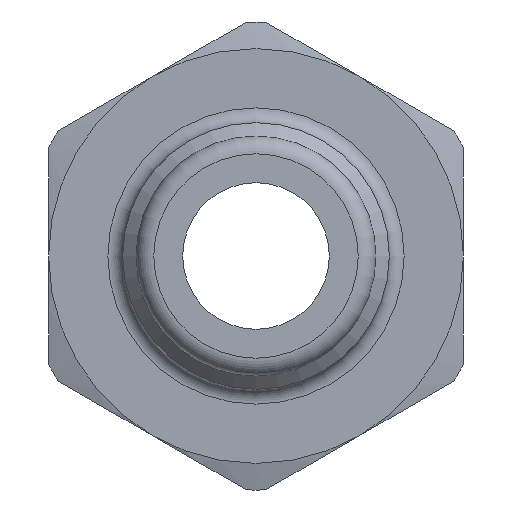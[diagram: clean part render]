
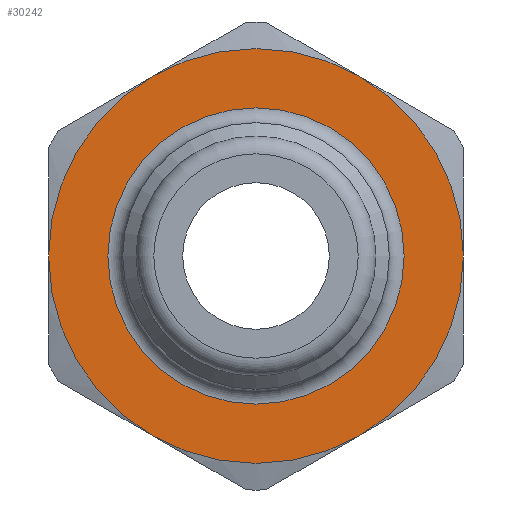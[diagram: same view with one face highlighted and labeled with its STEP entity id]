
A CAD part, left-side view. The second image highlights one B-rep face of the part: STEP entity #30242.
In plain terms, the highlighted planar face has unit normal (-1, 0, 0).
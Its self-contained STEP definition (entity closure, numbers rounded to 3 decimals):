
#30146=CARTESIAN_POINT('',(14.1,5.0,0.));
#30147=VERTEX_POINT('',#30146);
#30148=CARTESIAN_POINT('',(14.1,0.0,0.0));
#30149=DIRECTION('',(-1.0,0.0,0.0));
#30150=DIRECTION('',(0.0,-1.0,0.0));
#30151=AXIS2_PLACEMENT_3D('',#30148,#30149,#30150);
#30152=CIRCLE('',#30151,5.0);
#30153=EDGE_CURVE('',#30147,#30147,#30152,.T.);
#30178=CARTESIAN_POINT('',(14.1,5.75,0.0));
#30179=DIRECTION('',(-1.0,0.0,0.0));
#30180=DIRECTION('',(0.0,0.0,1.0));
#30181=AXIS2_PLACEMENT_3D('',#30178,#30179,#30180);
#30182=PLANE('',#30181);
#30183=CARTESIAN_POINT('',(14.1,7.,0.0));
#30184=VERTEX_POINT('',#30183);
#30185=CARTESIAN_POINT('',(14.1,3.5,6.062));
#30186=VERTEX_POINT('',#30185);
#30187=CARTESIAN_POINT('',(14.1,0.0,0.0));
#30188=DIRECTION('',(1.0,0.0,0.0));
#30189=DIRECTION('',(0.0,1.0,0.0));
#30190=AXIS2_PLACEMENT_3D('',#30187,#30188,#30189);
#30191=CIRCLE('',#30190,7.);
#30192=EDGE_CURVE('',#30184,#30186,#30191,.T.);
#30193=ORIENTED_EDGE('',*,*,#30192,.F.);
#30194=CARTESIAN_POINT('',(14.1,3.5,-6.062));
#30195=VERTEX_POINT('',#30194);
#30196=CARTESIAN_POINT('',(14.1,0.0,0.0));
#30197=DIRECTION('',(1.0,0.0,0.0));
#30198=DIRECTION('',(0.0,1.0,0.0));
#30199=AXIS2_PLACEMENT_3D('',#30196,#30197,#30198);
#30200=CIRCLE('',#30199,7.);
#30201=EDGE_CURVE('',#30195,#30184,#30200,.T.);
#30202=ORIENTED_EDGE('',*,*,#30201,.F.);
#30203=CARTESIAN_POINT('',(14.1,-3.5,-6.062));
#30204=VERTEX_POINT('',#30203);
#30205=CARTESIAN_POINT('',(14.1,0.0,0.0));
#30206=DIRECTION('',(1.0,0.0,0.0));
#30207=DIRECTION('',(0.0,1.0,0.0));
#30208=AXIS2_PLACEMENT_3D('',#30205,#30206,#30207);
#30209=CIRCLE('',#30208,7.);
#30210=EDGE_CURVE('',#30204,#30195,#30209,.T.);
#30211=ORIENTED_EDGE('',*,*,#30210,.F.);
#30212=CARTESIAN_POINT('',(14.1,-7.0,0.));
#30213=VERTEX_POINT('',#30212);
#30214=CARTESIAN_POINT('',(14.1,0.0,0.0));
#30215=DIRECTION('',(1.0,0.0,0.0));
#30216=DIRECTION('',(0.0,1.0,0.0));
#30217=AXIS2_PLACEMENT_3D('',#30214,#30215,#30216);
#30218=CIRCLE('',#30217,7.);
#30219=EDGE_CURVE('',#30213,#30204,#30218,.T.);
#30220=ORIENTED_EDGE('',*,*,#30219,.F.);
#30221=CARTESIAN_POINT('',(14.1,-3.5,6.062));
#30222=VERTEX_POINT('',#30221);
#30223=CARTESIAN_POINT('',(14.1,0.0,0.0));
#30224=DIRECTION('',(1.0,0.0,0.0));
#30225=DIRECTION('',(0.0,1.0,0.0));
#30226=AXIS2_PLACEMENT_3D('',#30223,#30224,#30225);
#30227=CIRCLE('',#30226,7.);
#30228=EDGE_CURVE('',#30222,#30213,#30227,.T.);
#30229=ORIENTED_EDGE('',*,*,#30228,.F.);
#30230=CARTESIAN_POINT('',(14.1,0.0,0.0));
#30231=DIRECTION('',(1.0,0.0,0.0));
#30232=DIRECTION('',(0.0,1.0,0.0));
#30233=AXIS2_PLACEMENT_3D('',#30230,#30231,#30232);
#30234=CIRCLE('',#30233,7.);
#30235=EDGE_CURVE('',#30186,#30222,#30234,.T.);
#30236=ORIENTED_EDGE('',*,*,#30235,.F.);
#30237=EDGE_LOOP('',(#30193,#30202,#30211,#30220,#30229,#30236));
#30238=FACE_OUTER_BOUND('',#30237,.T.);
#30239=ORIENTED_EDGE('',*,*,#30153,.F.);
#30240=EDGE_LOOP('',(#30239));
#30241=FACE_BOUND('',#30240,.T.);
#30242=ADVANCED_FACE('',(#30238,#30241),#30182,.T.);
